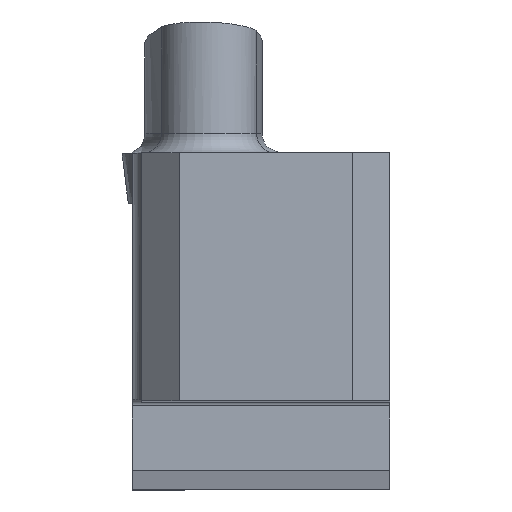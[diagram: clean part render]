
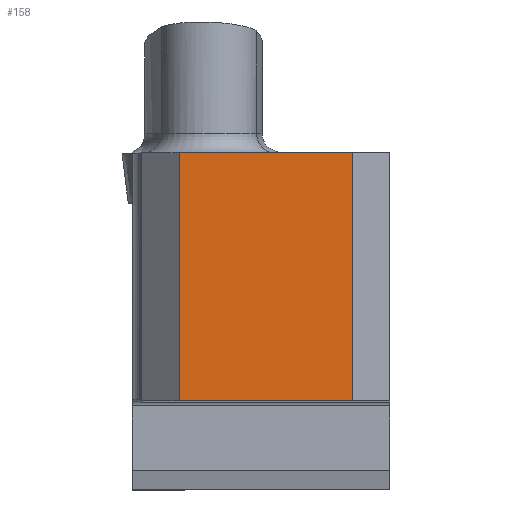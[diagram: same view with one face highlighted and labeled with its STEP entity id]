
A CAD part, top view. The second image highlights one B-rep face of the part: STEP entity #158.
In plain terms, the highlighted planar face has unit normal (0, 0, 1).
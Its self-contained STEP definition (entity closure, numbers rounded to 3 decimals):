
#158=ADVANCED_FACE('CU_BACK_SU1',(#228),#195,.F.);
#195=PLANE('',#1030);
#228=FACE_OUTER_BOUND('',#270,.T.);
#270=EDGE_LOOP('',(#483,#484,#485,#486));
#483=ORIENTED_EDGE('',*,*,#770,.F.);
#484=ORIENTED_EDGE('',*,*,#771,.T.);
#485=ORIENTED_EDGE('',*,*,#772,.T.);
#486=ORIENTED_EDGE('',*,*,#773,.F.);
#668=VERTEX_POINT('',#1635);
#669=VERTEX_POINT('',#1636);
#670=VERTEX_POINT('',#1638);
#671=VERTEX_POINT('',#1640);
#770=EDGE_CURVE('',#668,#669,#853,.T.);
#771=EDGE_CURVE('',#668,#670,#854,.T.);
#772=EDGE_CURVE('',#670,#671,#855,.T.);
#773=EDGE_CURVE('',#669,#671,#856,.T.);
#853=LINE('',#1634,#915);
#854=LINE('',#1637,#916);
#855=LINE('',#1639,#917);
#856=LINE('',#1641,#918);
#915=VECTOR('',#1227,1.);
#916=VECTOR('',#1228,1.);
#917=VECTOR('',#1229,1.);
#918=VECTOR('',#1230,1.);
#1030=AXIS2_PLACEMENT_3D('',#1642,#1231,#1232);
#1227=DIRECTION('',(0.,1.,0.));
#1228=DIRECTION('',(1.,0.,0.));
#1229=DIRECTION('',(0.,1.,0.));
#1230=DIRECTION('',(1.,0.,0.));
#1231=DIRECTION('',(0.,0.,-1.));
#1232=DIRECTION('',(-1.,0.,0.));
#1634=CARTESIAN_POINT('',(-16.925,0.,0.));
#1635=CARTESIAN_POINT('',(-16.925,0.,0.));
#1636=CARTESIAN_POINT('',(-16.925,19.925,0.));
#1637=CARTESIAN_POINT('',(-110.,0.,0.));
#1638=CARTESIAN_POINT('',(-3.,0.,0.));
#1639=CARTESIAN_POINT('',(-3.,0.,0.));
#1640=CARTESIAN_POINT('',(-3.,19.925,0.));
#1641=CARTESIAN_POINT('',(-110.,19.925,0.));
#1642=CARTESIAN_POINT('',(22.996,39.925,0.));
